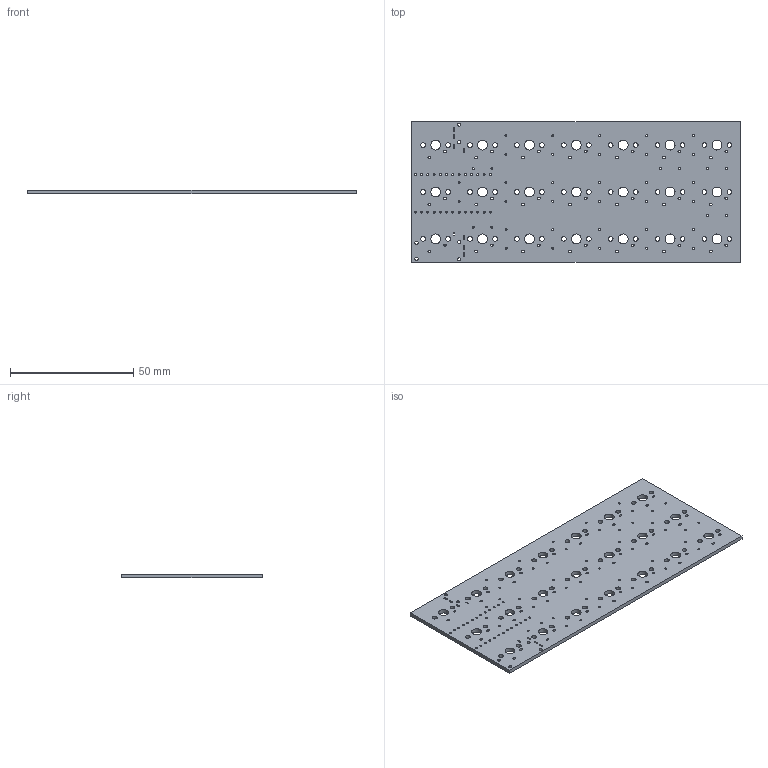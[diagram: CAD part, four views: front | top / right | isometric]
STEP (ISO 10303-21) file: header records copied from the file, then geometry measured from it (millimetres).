
FILE_DESCRIPTION(('KiCad electronic assembly'),'2;1');
FILE_NAME('DisliKey.step','2024-07-18T00:47:08',('Pcbnew'),('Kicad'), 'Open CASCADE STEP processor 7.7','KiCad to STEP converter','Unknown' );
FILE_SCHEMA(('AUTOMOTIVE_DESIGN { 1 0 10303 214 1 1 1 1 }'));
Length unit declared in the file: millimetre
Products named in the file (2): DisliKey 1; DisliKey_PCB
Assembly tree (1 placements, depth 2):
  DisliKey 1
    DisliKey_PCB
Bounding box: 133.6 x 57.15 x 1.6 mm (x, y, z)
Volume: 11469.9 mm3; surface area: 16355.9 mm2
Topology: 1 solids, 1 shells, 343 faces, 1023 edges, 682 vertices
Faces by surface type: cylinder 237, plane 106
Full cylindrical faces by diameter (mm): 0.813 x68, 1.2 x4, 1.3 x2, 1.9 x42, 4 x21
Entity records: 12536 total; most frequent: DIRECTION 2187, CARTESIAN_POINT 2050, ORIENTED_EDGE 2046, EDGE_CURVE 1023, AXIS2_PLACEMENT_3D 819, FACE_BOUND 717, EDGE_LOOP 717, VERTEX_POINT 682
